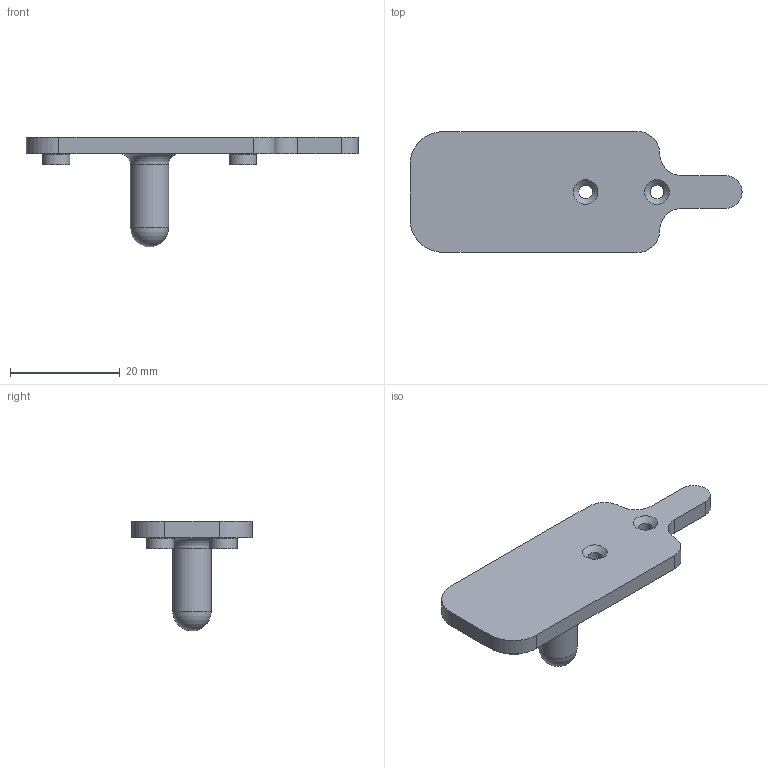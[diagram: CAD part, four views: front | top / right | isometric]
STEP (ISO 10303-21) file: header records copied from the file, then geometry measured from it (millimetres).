
FILE_DESCRIPTION(/* description */ (''),/* implementation_level */ '2;1');
FILE_NAME(/* name */ '1111.000.001.003 - Пластина.stp',/* time_stamp */ '2024-11-01T18:56:25+03:00',/* author */ (''),/* organization */ (''),/* preprocessor_version */ 'ST-DEVELOPER v16.7',/* originating_system */ 'SIEMENS PLM Software NX 12.0',/* authorisation */ '');
FILE_SCHEMA (('AUTOMOTIVE_DESIGN { 1 0 10303 214 3 1 1 1 }'));
Length unit declared in the file: millimetre
Products named in the file (1): 1111.000.001.003 - Пластина
Bounding box: 60.5 x 22 x 20 mm (x, y, z)
Volume: 3888.6 mm3; surface area: 3162.3 mm2
Topology: 1 solids, 1 shells, 41 faces, 102 edges, 67 vertices
Faces by surface type: cylinder 18, plane 11, cone 6, torus 5, sphere 1
Full cylindrical faces by diameter (mm): 2.5 x2, 2.7 x4, 5 x4, 7 x1
Entity records: 1042 total; most frequent: DIRECTION 192, CARTESIAN_POINT 164, ORIENTED_EDGE 130, AXIS2_PLACEMENT_3D 85, EDGE_LOOP 72, EDGE_CURVE 65, FACE_BOUND 63, VERTEX_POINT 57
